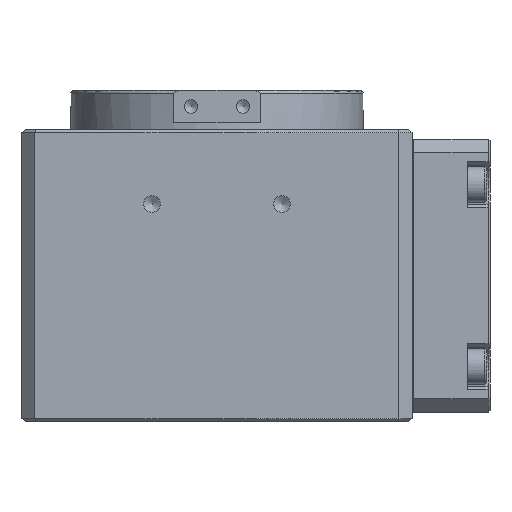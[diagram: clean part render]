
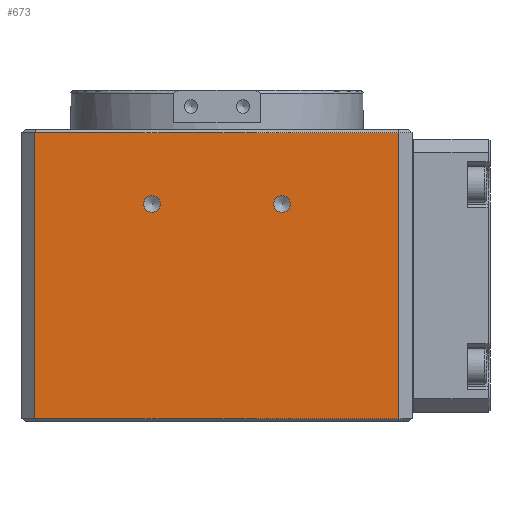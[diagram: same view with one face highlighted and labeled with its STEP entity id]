
A CAD part, left-side view. The second image highlights one B-rep face of the part: STEP entity #673.
In plain terms, the highlighted planar face has unit normal (-1, 0, 0).
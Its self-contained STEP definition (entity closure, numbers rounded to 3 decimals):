
#673 = ADVANCED_FACE( '', ( #1507, #1508, #1509 ), #1510, .F. );
#1507 = FACE_BOUND( '', #7784, .T. );
#1508 = FACE_BOUND( '', #7785, .T. );
#1509 = FACE_OUTER_BOUND( '', #7786, .T. );
#1510 = PLANE( '', #7787 );
#7784 = EDGE_LOOP( '', ( #14487 ) );
#7785 = EDGE_LOOP( '', ( #14488 ) );
#7786 = EDGE_LOOP( '', ( #14489, #14490, #14491, #14492 ) );
#7787 = AXIS2_PLACEMENT_3D( '', #14493, #14494, #14495 );
#14487 = ORIENTED_EDGE( '', *, *, #15973, .T. );
#14488 = ORIENTED_EDGE( '', *, *, #16162, .T. );
#14489 = ORIENTED_EDGE( '', *, *, #16190, .T. );
#14490 = ORIENTED_EDGE( '', *, *, #15989, .T. );
#14491 = ORIENTED_EDGE( '', *, *, #16191, .T. );
#14492 = ORIENTED_EDGE( '', *, *, #15921, .T. );
#14493 = CARTESIAN_POINT( '', ( -42., 30., 22.5 ) );
#14494 = DIRECTION( '', ( 1., 0., 0. ) );
#14495 = DIRECTION( '', ( 0., 1., 0. ) );
#15921 = EDGE_CURVE( '', #16852, #16850, #16853, .T. );
#15973 = EDGE_CURVE( '', #16939, #16939, #16940, .T. );
#15989 = EDGE_CURVE( '', #16681, #16963, #16965, .T. );
#16162 = EDGE_CURVE( '', #17225, #17225, #17226, .T. );
#16190 = EDGE_CURVE( '', #16850, #16681, #17264, .T. );
#16191 = EDGE_CURVE( '', #16963, #16852, #17265, .T. );
#16681 = VERTEX_POINT( '', #17883 );
#16850 = VERTEX_POINT( '', #19151 );
#16852 = VERTEX_POINT( '', #19154 );
#16853 = LINE( '', #19155, #19156 );
#16939 = VERTEX_POINT( '', #19263 );
#16940 = CIRCLE( '', #19264, 1.25 );
#16963 = VERTEX_POINT( '', #19289 );
#16965 = LINE( '', #19292, #19293 );
#17225 = VERTEX_POINT( '', #21755 );
#17226 = CIRCLE( '', #21756, 1.25 );
#17264 = LINE( '', #23348, #23349 );
#17265 = LINE( '', #23350, #23351 );
#17883 = CARTESIAN_POINT( '', ( -42., 28., -22. ) );
#19151 = CARTESIAN_POINT( '', ( -42., 28., 22. ) );
#19154 = CARTESIAN_POINT( '', ( -42., -28., 22. ) );
#19155 = CARTESIAN_POINT( '', ( -42., 28., 22. ) );
#19156 = VECTOR( '', #25854, 1000. );
#19263 = CARTESIAN_POINT( '', ( -42., -11.25, 11. ) );
#19264 = AXIS2_PLACEMENT_3D( '', #25930, #25931, #25932 );
#19289 = CARTESIAN_POINT( '', ( -42., -28., -22. ) );
#19292 = CARTESIAN_POINT( '', ( -42., 30., -22. ) );
#19293 = VECTOR( '', #25957, 1000. );
#21755 = CARTESIAN_POINT( '', ( -42., 8.75, 11. ) );
#21756 = AXIS2_PLACEMENT_3D( '', #26153, #26154, #26155 );
#23348 = CARTESIAN_POINT( '', ( -42., 28., 22.5 ) );
#23349 = VECTOR( '', #26181, 1000. );
#23350 = CARTESIAN_POINT( '', ( -42., -28., 22.5 ) );
#23351 = VECTOR( '', #26182, 1000. );
#25854 = DIRECTION( '', ( 0., 1., 0. ) );
#25930 = CARTESIAN_POINT( '', ( -42., -10., 11. ) );
#25931 = DIRECTION( '', ( 1., 0., 0. ) );
#25932 = DIRECTION( '', ( 0., -1., 0. ) );
#25957 = DIRECTION( '', ( 0., -1., 0. ) );
#26153 = CARTESIAN_POINT( '', ( -42., 10., 11. ) );
#26154 = DIRECTION( '', ( 1., 0., 0. ) );
#26155 = DIRECTION( '', ( 0., -1., 0. ) );
#26181 = DIRECTION( '', ( 0., 0., -1. ) );
#26182 = DIRECTION( '', ( 0., 0., 1. ) );
